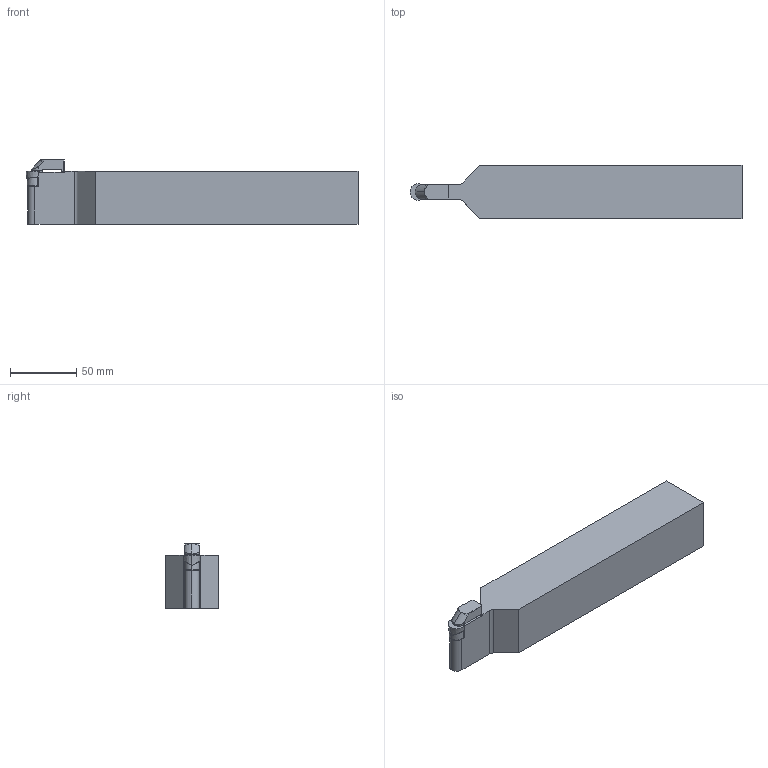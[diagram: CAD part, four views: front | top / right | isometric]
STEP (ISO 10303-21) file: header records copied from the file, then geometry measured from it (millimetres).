
FILE_DESCRIPTION (( 'STEP AP214' ), '1' );
FILE_NAME ('CRDCN-4040-S12CV-LIGHT.STP', '2023-10-25T15:38:56', ( '' ), ( '' ), 'SwSTEP 2.0', 'SolidWorks 2018', '' );
FILE_SCHEMA (( 'AUTOMOTIVE_DESIGN' ));
Length unit declared in the file: millimetre
Products named in the file (1): CRDCN-4040-S12CV-LIGHT
Bounding box: 250 x 40 x 48.5 mm (x, y, z)
Volume: 348159.2 mm3; surface area: 41075.4 mm2
Topology: 2 solids, 3 shells, 169 faces, 434 edges, 267 vertices
Faces by surface type: plane 84, cylinder 48, cone 23, torus 10, bspline 4
Entity records: 8703 total; most frequent: CARTESIAN_POINT 2843, ORIENTED_EDGE 860, DIRECTION 797, EDGE_CURVE 430, AXIS2_PLACEMENT_3D 289, VERTEX_POINT 267, VECTOR 219, LINE 219
